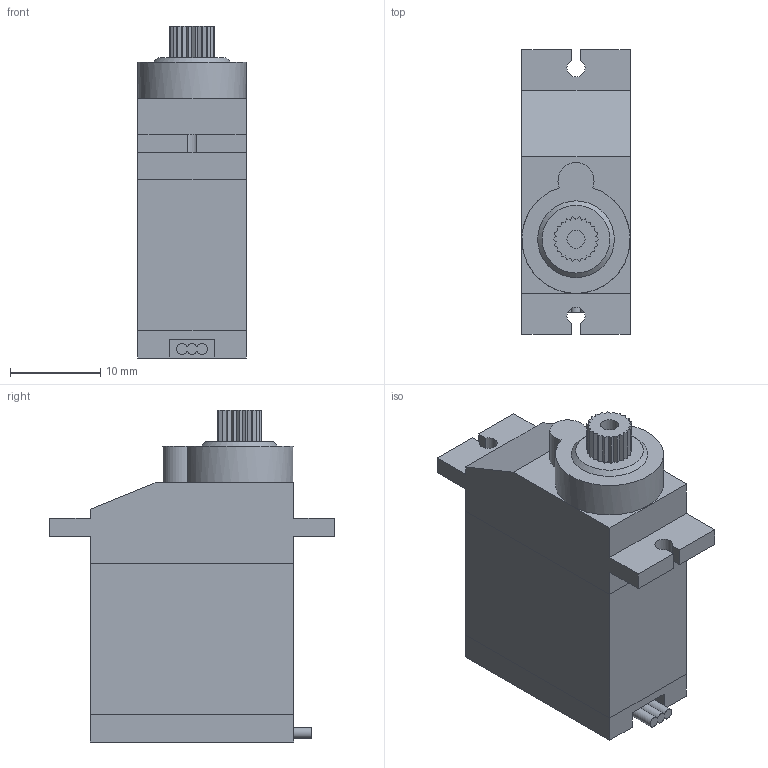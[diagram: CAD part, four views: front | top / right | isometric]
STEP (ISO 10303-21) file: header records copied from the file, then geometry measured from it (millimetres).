
FILE_DESCRIPTION(/* description */ (''),/* implementation_level */ '2;1');
FILE_NAME(/* name */ 'Servo MG92B v3.step',/* time_stamp */ '2020-09-21T15:42:46-04:00',/* author */ (''),/* organization */ (''),/* preprocessor_version */ 'ST-DEVELOPER v18.1',/* originating_system */ 'Autodesk Translation Framework v9.3.0.1241',/* authorisation */ '');
FILE_SCHEMA (('AUTOMOTIVE_DESIGN { 1 0 10303 214 3 1 1 }'));
Length unit declared in the file: millimetre
Products named in the file (3): Servo MG92B; body; spline
Assembly tree (2 placements, depth 2):
  Servo MG92B
    body
    spline
Bounding box: 12 x 31.5 x 36.8 mm (x, y, z)
Volume: 8425.6 mm3; surface area: 4327 mm2
Topology: 6 solids, 6 shells, 103 faces, 265 edges, 176 vertices
Faces by surface type: plane 91, cylinder 11, cone 1
Full cylindrical faces by diameter (mm): 2 x1, 4.4 x1, 4.5 x1
Entity records: 3222 total; most frequent: CARTESIAN_POINT 549, ORIENTED_EDGE 530, DIRECTION 507, EDGE_CURVE 265, LINE 239, VECTOR 239, VERTEX_POINT 176, AXIS2_PLACEMENT_3D 134
